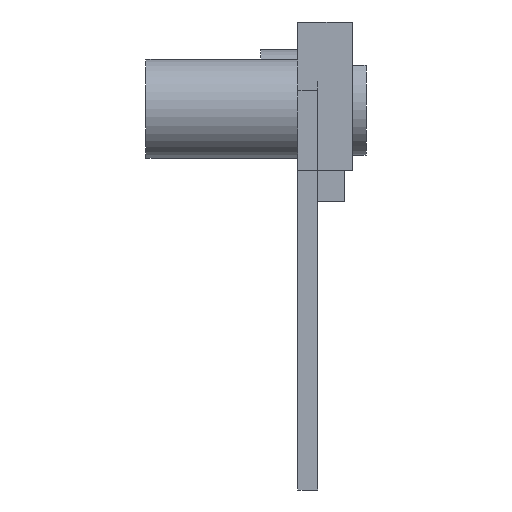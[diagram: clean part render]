
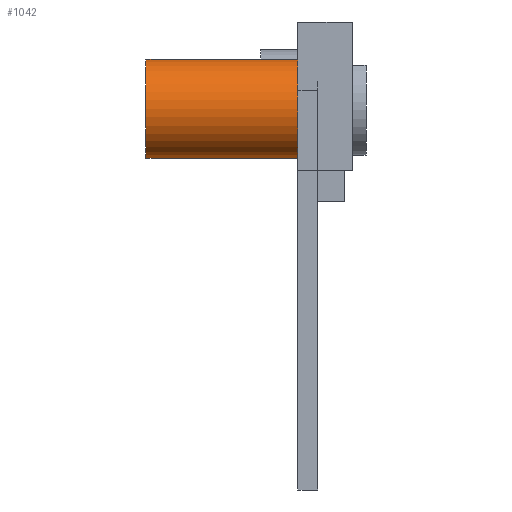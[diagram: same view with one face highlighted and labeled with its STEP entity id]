
A CAD part, left-side view. The second image highlights one B-rep face of the part: STEP entity #1042.
In plain terms, the highlighted cylindrical face has radius 4 mm (diameter 8 mm), a full revolution.
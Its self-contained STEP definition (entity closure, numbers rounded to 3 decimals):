
#33=CYLINDRICAL_SURFACE('',#1162,4.);
#70=CIRCLE('',#1161,4.);
#71=CIRCLE('',#1163,4.);
#72=CIRCLE('',#1164,4.);
#322=ORIENTED_EDGE('',*,*,#485,.T.);
#323=ORIENTED_EDGE('',*,*,#461,.F.);
#324=ORIENTED_EDGE('',*,*,#484,.F.);
#325=ORIENTED_EDGE('',*,*,#478,.T.);
#326=ORIENTED_EDGE('',*,*,#486,.F.);
#461=EDGE_CURVE('',#567,#568,#675,.T.);
#478=EDGE_CURVE('',#583,#582,#687,.T.);
#484=EDGE_CURVE('',#583,#567,#70,.T.);
#485=EDGE_CURVE('',#586,#586,#71,.T.);
#486=EDGE_CURVE('',#568,#582,#72,.T.);
#567=VERTEX_POINT('',#1695);
#568=VERTEX_POINT('',#1697);
#582=VERTEX_POINT('',#1733);
#583=VERTEX_POINT('',#1735);
#586=VERTEX_POINT('',#1747);
#675=LINE('',#1696,#773);
#687=LINE('',#1734,#785);
#773=VECTOR('',#1392,1000.);
#785=VECTOR('',#1426,1000.);
#854=EDGE_LOOP('',(#322));
#855=EDGE_LOOP('',(#323,#324,#325,#326));
#938=FACE_BOUND('',#854,.T.);
#939=FACE_BOUND('',#855,.T.);
#1042=ADVANCED_FACE('',(#938,#939),#33,.T.);
#1161=AXIS2_PLACEMENT_3D('',#1744,#1438,#1439);
#1162=AXIS2_PLACEMENT_3D('',#1745,#1440,#1441);
#1163=AXIS2_PLACEMENT_3D('',#1746,#1442,#1443);
#1164=AXIS2_PLACEMENT_3D('',#1748,#1444,#1445);
#1392=DIRECTION('',(0.,-1.,0.));
#1426=DIRECTION('',(0.,-1.,0.));
#1438=DIRECTION('',(0.,-1.,0.));
#1439=DIRECTION('',(-1.,0.,0.));
#1440=DIRECTION('',(0.,1.,0.));
#1441=DIRECTION('',(0.,0.,1.));
#1442=DIRECTION('',(0.,-1.,0.));
#1443=DIRECTION('',(0.,0.,1.));
#1444=DIRECTION('',(0.,-1.,0.));
#1445=DIRECTION('',(0.,0.,1.));
#1695=CARTESIAN_POINT('',(-70.,4.6,16.875));
#1696=CARTESIAN_POINT('',(-70.,4.6,16.875));
#1697=CARTESIAN_POINT('',(-70.,1.6,16.875));
#1733=CARTESIAN_POINT('',(-70.,1.6,8.875));
#1734=CARTESIAN_POINT('',(-70.,4.6,8.875));
#1735=CARTESIAN_POINT('',(-70.,4.6,8.875));
#1744=CARTESIAN_POINT('',(-70.,4.6,12.875));
#1745=CARTESIAN_POINT('',(-70.,1.6,12.875));
#1746=CARTESIAN_POINT('',(-70.,13.85,12.875));
#1747=CARTESIAN_POINT('',(-70.,13.85,16.875));
#1748=CARTESIAN_POINT('',(-70.,1.6,12.875));
